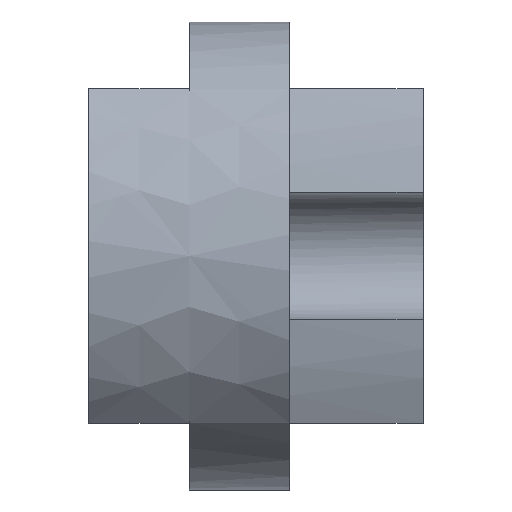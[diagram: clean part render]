
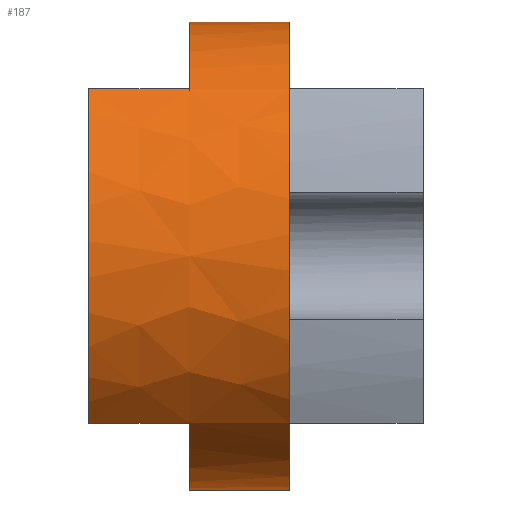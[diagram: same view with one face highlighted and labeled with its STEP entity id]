
A CAD part, left-side view. The second image highlights one B-rep face of the part: STEP entity #187.
In plain terms, the highlighted free-form (B-spline) face has degree [2, 1] with [5, 2] control points.
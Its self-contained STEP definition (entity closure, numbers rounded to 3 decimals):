
#187 = ADVANCED_FACE('',(#188),#266,.T.);
#188 = FACE_BOUND('',#189,.T.);
#189 = EDGE_LOOP('',(#190,#200,#208,#216,#223,#231,#238,#246,#253,#261)
  );
#190 = ORIENTED_EDGE('',*,*,#191,.F.);
#191 = EDGE_CURVE('',#192,#194,#196,.T.);
#192 = VERTEX_POINT('',#193);
#193 = CARTESIAN_POINT('',(-35.849,29.271,
    73.177));
#194 = VERTEX_POINT('',#195);
#195 = CARTESIAN_POINT('',(0.,29.271,
    87.813));
#196 = ( BOUNDED_CURVE() B_SPLINE_CURVE(2,(#197,#198,#199),
.UNSPECIFIED.,.F.,.F.) B_SPLINE_CURVE_WITH_KNOTS((3,3),(0.,
0.775),.PIECEWISE_BEZIER_KNOTS.) CURVE() 
GEOMETRIC_REPRESENTATION_ITEM() RATIONAL_B_SPLINE_CURVE((1.,
0.926,1.)) REPRESENTATION_ITEM('') );
#197 = CARTESIAN_POINT('',(-35.849,29.271,
    73.177));
#198 = CARTESIAN_POINT('',(-20.912,29.271,
    87.813));
#199 = CARTESIAN_POINT('',(0.,29.271,
    87.813));
#200 = ORIENTED_EDGE('',*,*,#201,.F.);
#201 = EDGE_CURVE('',#202,#192,#204,.T.);
#202 = VERTEX_POINT('',#203);
#203 = CARTESIAN_POINT('',(-35.849,29.271,
    0.));
#204 = ( BOUNDED_CURVE() B_SPLINE_CURVE(2,(#205,#206,#207),
.UNSPECIFIED.,.F.,.F.) B_SPLINE_CURVE_WITH_KNOTS((3,3),(0.,
1.591),.PIECEWISE_BEZIER_KNOTS.) CURVE() 
GEOMETRIC_REPRESENTATION_ITEM() RATIONAL_B_SPLINE_CURVE((1.,
0.7,1.)) REPRESENTATION_ITEM('') );
#205 = CARTESIAN_POINT('',(-35.849,29.271,
    0.));
#206 = CARTESIAN_POINT('',(-73.193,29.271,
    36.589));
#207 = CARTESIAN_POINT('',(-35.849,29.271,
    73.177));
#208 = ORIENTED_EDGE('',*,*,#209,.F.);
#209 = EDGE_CURVE('',#210,#202,#212,.T.);
#210 = VERTEX_POINT('',#211);
#211 = CARTESIAN_POINT('',(0.,29.271,
    -14.635));
#212 = ( BOUNDED_CURVE() B_SPLINE_CURVE(2,(#213,#214,#215),
.UNSPECIFIED.,.F.,.F.) B_SPLINE_CURVE_WITH_KNOTS((3,3),(0.,
0.775),.PIECEWISE_BEZIER_KNOTS.) CURVE() 
GEOMETRIC_REPRESENTATION_ITEM() RATIONAL_B_SPLINE_CURVE((1.,
0.926,1.)) REPRESENTATION_ITEM('') );
#213 = CARTESIAN_POINT('',(0.,29.271,
    -14.635));
#214 = CARTESIAN_POINT('',(-20.912,29.271,
    -14.635));
#215 = CARTESIAN_POINT('',(-35.849,29.271,
    0.));
#216 = ORIENTED_EDGE('',*,*,#217,.F.);
#217 = EDGE_CURVE('',#218,#210,#220,.T.);
#218 = VERTEX_POINT('',#219);
#219 = CARTESIAN_POINT('',(0.,51.224,
    -14.635));
#220 = B_SPLINE_CURVE_WITH_KNOTS('',1,(#221,#222),.UNSPECIFIED.,.F.,.F.,
  (2,2),(0.,15.),.PIECEWISE_BEZIER_KNOTS.);
#221 = CARTESIAN_POINT('',(0.,51.224,-14.635));
#222 = CARTESIAN_POINT('',(0.,29.271,-14.635));
#223 = ORIENTED_EDGE('',*,*,#224,.F.);
#224 = EDGE_CURVE('',#225,#218,#227,.T.);
#225 = VERTEX_POINT('',#226);
#226 = CARTESIAN_POINT('',(-35.849,51.224,
    0.));
#227 = ( BOUNDED_CURVE() B_SPLINE_CURVE(2,(#228,#229,#230),
.UNSPECIFIED.,.F.,.F.) B_SPLINE_CURVE_WITH_KNOTS((3,3),(0.,
0.775),.PIECEWISE_BEZIER_KNOTS.) CURVE() 
GEOMETRIC_REPRESENTATION_ITEM() RATIONAL_B_SPLINE_CURVE((1.,
0.926,1.)) REPRESENTATION_ITEM('') );
#228 = CARTESIAN_POINT('',(-35.849,51.224,
    0.));
#229 = CARTESIAN_POINT('',(-20.912,51.224,
    -14.635));
#230 = CARTESIAN_POINT('',(0.,51.224,
    -14.635));
#231 = ORIENTED_EDGE('',*,*,#232,.F.);
#232 = EDGE_CURVE('',#233,#225,#235,.T.);
#233 = VERTEX_POINT('',#234);
#234 = CARTESIAN_POINT('',(-35.849,73.177,
    0.));
#235 = B_SPLINE_CURVE_WITH_KNOTS('',1,(#236,#237),.UNSPECIFIED.,.F.,.F.,
  (2,2),(0.,15.),.PIECEWISE_BEZIER_KNOTS.);
#236 = CARTESIAN_POINT('',(-35.849,73.177,0.));
#237 = CARTESIAN_POINT('',(-35.849,51.224,0.));
#238 = ORIENTED_EDGE('',*,*,#239,.F.);
#239 = EDGE_CURVE('',#240,#233,#242,.T.);
#240 = VERTEX_POINT('',#241);
#241 = CARTESIAN_POINT('',(-35.849,73.177,
    73.177));
#242 = ( BOUNDED_CURVE() B_SPLINE_CURVE(2,(#243,#244,#245),
.UNSPECIFIED.,.F.,.F.) B_SPLINE_CURVE_WITH_KNOTS((3,3),(0.,
1.591),.PIECEWISE_BEZIER_KNOTS.) CURVE() 
GEOMETRIC_REPRESENTATION_ITEM() RATIONAL_B_SPLINE_CURVE((1.,
0.7,1.)) REPRESENTATION_ITEM('') );
#243 = CARTESIAN_POINT('',(-35.849,73.177,
    73.177));
#244 = CARTESIAN_POINT('',(-73.193,73.177,
    36.589));
#245 = CARTESIAN_POINT('',(-35.849,73.177,
    0.));
#246 = ORIENTED_EDGE('',*,*,#247,.F.);
#247 = EDGE_CURVE('',#248,#240,#250,.T.);
#248 = VERTEX_POINT('',#249);
#249 = CARTESIAN_POINT('',(-35.849,51.224,
    73.177));
#250 = B_SPLINE_CURVE_WITH_KNOTS('',1,(#251,#252),.UNSPECIFIED.,.F.,.F.,
  (2,2),(0.,15.),.PIECEWISE_BEZIER_KNOTS.);
#251 = CARTESIAN_POINT('',(-35.849,51.224,
    73.177));
#252 = CARTESIAN_POINT('',(-35.849,73.177,
    73.177));
#253 = ORIENTED_EDGE('',*,*,#254,.F.);
#254 = EDGE_CURVE('',#255,#248,#257,.T.);
#255 = VERTEX_POINT('',#256);
#256 = CARTESIAN_POINT('',(0.,51.224,
    87.813));
#257 = ( BOUNDED_CURVE() B_SPLINE_CURVE(2,(#258,#259,#260),
.UNSPECIFIED.,.F.,.F.) B_SPLINE_CURVE_WITH_KNOTS((3,3),(
0.,0.775),.PIECEWISE_BEZIER_KNOTS.) CURVE() 
GEOMETRIC_REPRESENTATION_ITEM() RATIONAL_B_SPLINE_CURVE((1.,
0.926,1.)) REPRESENTATION_ITEM('') );
#258 = CARTESIAN_POINT('',(0.,51.224,
    87.813));
#259 = CARTESIAN_POINT('',(-20.912,51.224,
    87.813));
#260 = CARTESIAN_POINT('',(-35.849,51.224,
    73.177));
#261 = ORIENTED_EDGE('',*,*,#262,.F.);
#262 = EDGE_CURVE('',#194,#255,#263,.T.);
#263 = B_SPLINE_CURVE_WITH_KNOTS('',1,(#264,#265),.UNSPECIFIED.,.F.,.F.,
  (2,2),(0.,15.),.PIECEWISE_BEZIER_KNOTS.);
#264 = CARTESIAN_POINT('',(0.,29.271,87.813));
#265 = CARTESIAN_POINT('',(0.,51.224,87.813));
#266 = ( BOUNDED_SURFACE() B_SPLINE_SURFACE(2,1,(
    (#267,#268)
    ,(#269,#270)
    ,(#271,#272)
    ,(#273,#274)
,(#275,#276
    )),.UNSPECIFIED.,.F.,.F.,.F.) B_SPLINE_SURFACE_WITH_KNOTS((3,2,3),(2
    ,2),(0.,1.571,3.142),(0.,30.),
.PIECEWISE_BEZIER_KNOTS.) GEOMETRIC_REPRESENTATION_ITEM() 
RATIONAL_B_SPLINE_SURFACE((
    (1.,1.)
    ,(0.707,0.707)
    ,(1.,1.)
    ,(0.707,0.707)
,(1.,1.))) REPRESENTATION_ITEM('') SURFACE() );
#267 = CARTESIAN_POINT('',(0.,73.177,
    -14.635));
#268 = CARTESIAN_POINT('',(0.,29.271,
    -14.635));
#269 = CARTESIAN_POINT('',(-51.224,73.177,
    -14.635));
#270 = CARTESIAN_POINT('',(-51.224,29.271,
    -14.635));
#271 = CARTESIAN_POINT('',(-51.224,73.177,
    36.589));
#272 = CARTESIAN_POINT('',(-51.224,29.271,
    36.589));
#273 = CARTESIAN_POINT('',(-51.224,73.177,
    87.813));
#274 = CARTESIAN_POINT('',(-51.224,29.271,
    87.813));
#275 = CARTESIAN_POINT('',(0.,73.177,
    87.813));
#276 = CARTESIAN_POINT('',(0.,29.271,
    87.813));
